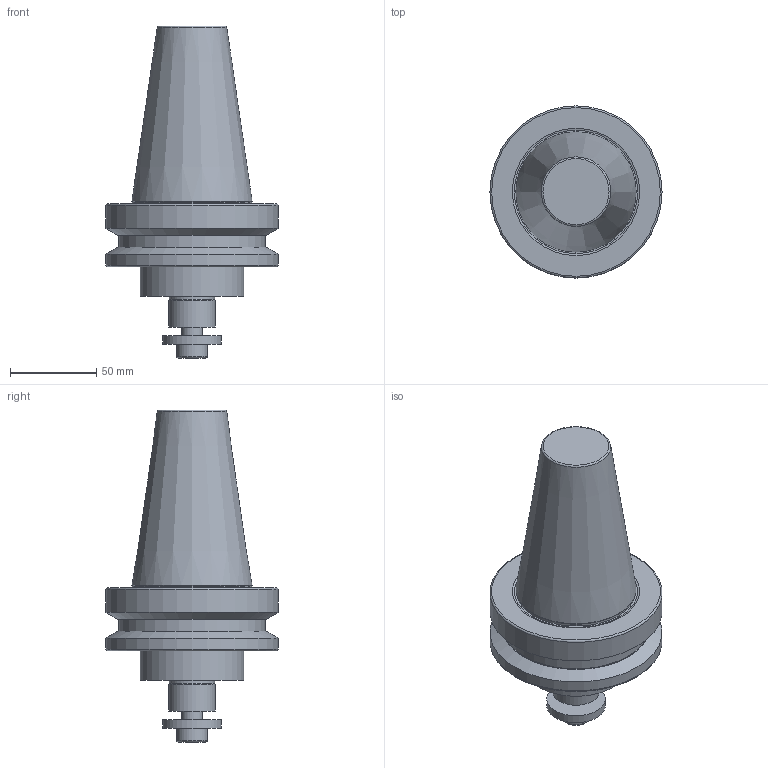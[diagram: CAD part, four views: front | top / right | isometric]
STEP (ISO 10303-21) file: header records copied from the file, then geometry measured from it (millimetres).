
FILE_DESCRIPTION(/* description */ ('3-D model version:1'),/* implementation_level */ '2;1');
FILE_NAME(/* name */ '392.55805C5027055',/* time_stamp */ '2016-12-02T14:02:09',/* author */ ('InteractiveCad'),/* organization */ ('AB Sandvik Coromant'),/* preprocessor_version */ 'ST-DEVELOPER v11',/* originating_system */ 'SIEMENS UGS NX 6.0',/* authorization */ '');
FILE_SCHEMA(('AUTOMOTIVE_DESIGN'));
Length unit declared in the file: millimetre
Products named in the file (1): 392.55805C5027055_635399699681396892_1_stp
Bounding box: 99.97 x 99.97 x 192.8 mm (x, y, z)
Volume: 581263.7 mm3; surface area: 53004.8 mm2
Topology: 1 solids, 1 shells, 40 faces, 66 edges, 39 vertices
Faces by surface type: plane 13, cylinder 12, cone 9, torus 6
Full cylindrical faces by diameter (mm): 12 x1, 13 x2, 18 x1, 26.294 x1, 26.994 x1, 34 x1, 60 x1, 69.25 x1, 85 x1, 99.973 x2
Entity records: 832 total; most frequent: DIRECTION 166, CARTESIAN_POINT 122, AXIS2_PLACEMENT_3D 83, EDGE_LOOP 78, ORIENTED_EDGE 78, FACE_BOUND 76, ADVANCED_FACE 40, VERTEX_POINT 39
